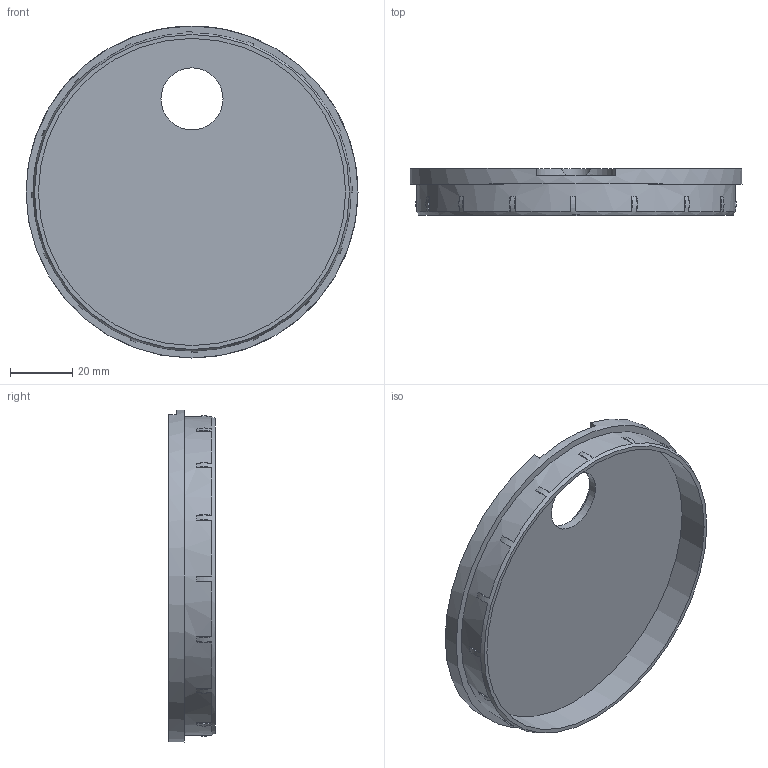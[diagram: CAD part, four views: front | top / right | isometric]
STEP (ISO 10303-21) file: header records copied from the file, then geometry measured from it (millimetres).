
FILE_DESCRIPTION(/* description */ (''),/* implementation_level */ '2;1');
FILE_NAME(/* name */ 'LensCap v4.step',/* time_stamp */ '2023-10-13T17:36:56+01:00',/* author */ (''),/* organization */ (''),/* preprocessor_version */ 'ST-DEVELOPER v20',/* originating_system */ 'Autodesk Translation Framework v12.14.0.127',/* authorisation */ '');
FILE_SCHEMA (('AUTOMOTIVE_DESIGN { 1 0 10303 214 3 1 1 }'));
Length unit declared in the file: millimetre
Products named in the file (1): LensCap
Bounding box: 107 x 15 x 107 mm (x, y, z)
Volume: 47512.1 mm3; surface area: 25582.9 mm2
Topology: 1 solids, 1 shells, 47 faces, 127 edges, 84 vertices
Faces by surface type: plane 39, cylinder 7, torus 1
Full cylindrical faces by diameter (mm): 20 x1, 99 x1, 102.5 x1, 107 x1
Entity records: 1562 total; most frequent: DIRECTION 302, CARTESIAN_POINT 273, ORIENTED_EDGE 254, AXIS2_PLACEMENT_3D 129, EDGE_CURVE 127, VERTEX_POINT 84, CIRCLE 79, EDGE_LOOP 51
